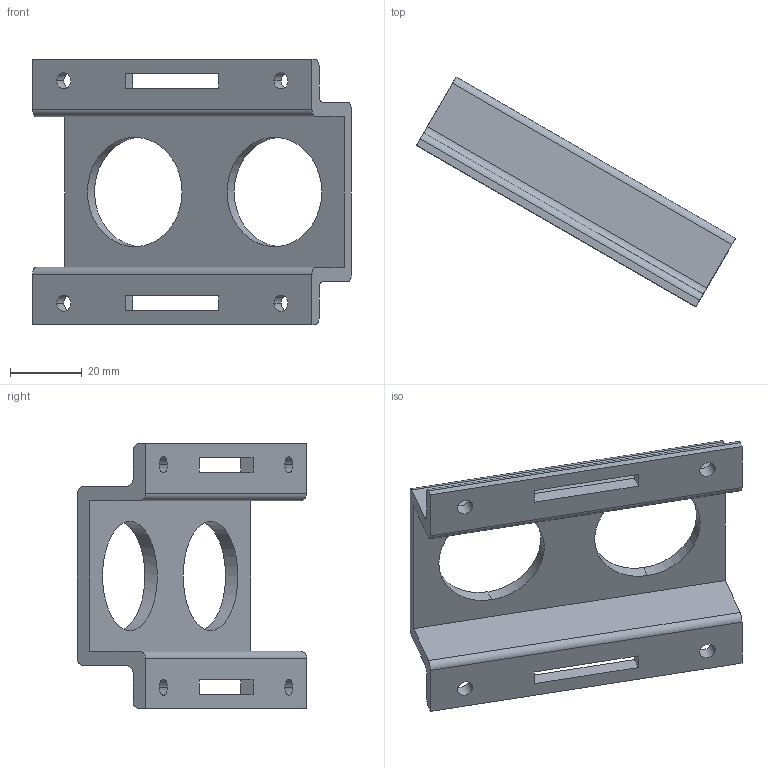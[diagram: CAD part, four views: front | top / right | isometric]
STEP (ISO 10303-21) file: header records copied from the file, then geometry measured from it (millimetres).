
FILE_DESCRIPTION(('CATIA V5 STEP Exchange'),'2;1');
FILE_NAME('Inductive and capacitive sensor cover support.stp','2019-12-29T12:03:06+00:00',('none'),('none'),'CATIA Version 5 Release 20 GA (IN-10)','CATIA V5 STEP AP203','none');
FILE_SCHEMA(('CONFIG_CONTROL_DESIGN'));
Length unit declared in the file: millimetre
Products named in the file (2): frame final (2); Ensamblaje3
Assembly tree (2 placements, depth 3):
  frame final (2)
    Ensamblaje3
      #66
Bounding box: 88.94 x 64.05 x 74 mm (x, y, z)
Volume: 32231.6 mm3; surface area: 18782.1 mm2
Topology: 1 solids, 1 shells, 42 faces, 120 edges, 80 vertices
Faces by surface type: plane 22, cylinder 20
Entity records: 1813 total; most frequent: CARTESIAN_POINT 644, ORIENTED_EDGE 240, DIRECTION 190, EDGE_CURVE 120, VECTOR 80, LINE 80, VERTEX_POINT 80, AXIS2_PLACEMENT_3D 64
